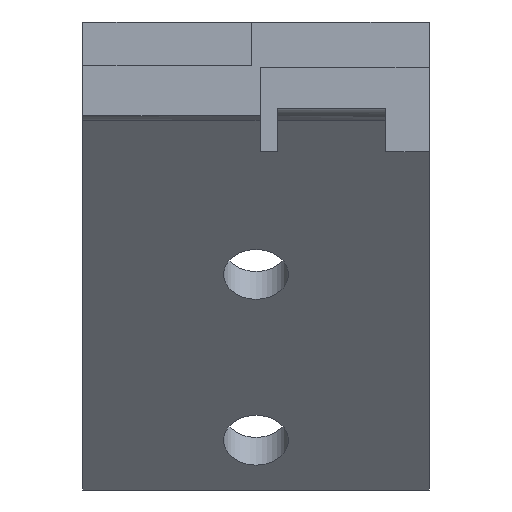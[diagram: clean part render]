
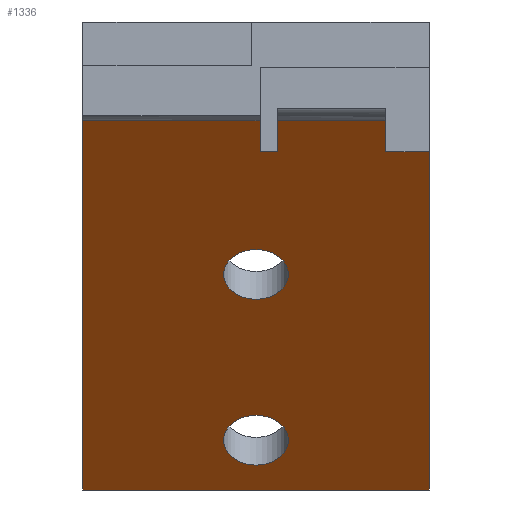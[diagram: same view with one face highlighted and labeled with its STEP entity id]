
A CAD part, front view. The second image highlights one B-rep face of the part: STEP entity #1336.
In plain terms, the highlighted planar face has unit normal (0, -0.766, -0.642).
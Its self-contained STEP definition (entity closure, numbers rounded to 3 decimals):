
#31=FACE_BOUND('',#189,.T.);
#32=FACE_BOUND('',#190,.T.);
#49=CIRCLE('',#1429,1.5);
#51=CIRCLE('',#1432,1.5);
#114=FACE_OUTER_BOUND('',#188,.T.);
#188=EDGE_LOOP('',(#1190,#1191,#1192,#1193));
#189=EDGE_LOOP('',(#1194));
#190=EDGE_LOOP('',(#1195));
#228=LINE('',#1847,#397);
#231=LINE('',#1857,#400);
#362=LINE('',#2145,#531);
#363=LINE('',#2146,#532);
#397=VECTOR('',#1491,10.);
#400=VECTOR('',#1500,10.);
#531=VECTOR('',#1765,10.);
#532=VECTOR('',#1766,10.);
#562=VERTEX_POINT('',#1844);
#563=VERTEX_POINT('',#1846);
#566=VERTEX_POINT('',#1854);
#567=VERTEX_POINT('',#1856);
#655=VERTEX_POINT('',#2135);
#657=VERTEX_POINT('',#2141);
#692=EDGE_CURVE('',#562,#563,#228,.T.);
#697=EDGE_CURVE('',#566,#567,#231,.T.);
#837=EDGE_CURVE('',#655,#655,#49,.T.);
#840=EDGE_CURVE('',#657,#657,#51,.T.);
#841=EDGE_CURVE('',#567,#562,#362,.T.);
#842=EDGE_CURVE('',#563,#566,#363,.T.);
#1190=ORIENTED_EDGE('',*,*,#841,.F.);
#1191=ORIENTED_EDGE('',*,*,#697,.F.);
#1192=ORIENTED_EDGE('',*,*,#842,.F.);
#1193=ORIENTED_EDGE('',*,*,#692,.F.);
#1194=ORIENTED_EDGE('',*,*,#837,.T.);
#1195=ORIENTED_EDGE('',*,*,#840,.T.);
#1271=PLANE('',#1433);
#1336=ADVANCED_FACE('',(#114,#31,#32),#1271,.T.);
#1429=AXIS2_PLACEMENT_3D('',#2137,#1754,#1755);
#1432=AXIS2_PLACEMENT_3D('',#2143,#1761,#1762);
#1433=AXIS2_PLACEMENT_3D('',#2144,#1763,#1764);
#1491=DIRECTION('',(0.,-0.643,0.766));
#1500=DIRECTION('',(0.,0.643,-0.766));
#1754=DIRECTION('center_axis',(0.,0.766,0.643));
#1755=DIRECTION('ref_axis',(-1.,0.,0.));
#1761=DIRECTION('center_axis',(0.,0.766,0.643));
#1762=DIRECTION('ref_axis',(-1.,0.,0.));
#1763=DIRECTION('center_axis',(0.,-0.766,-0.643));
#1764=DIRECTION('ref_axis',(0.,0.643,-0.766));
#1765=DIRECTION('',(-1.,0.,0.));
#1766=DIRECTION('',(1.,0.,0.));
#1844=CARTESIAN_POINT('',(-8.,22.566,16.513));
#1846=CARTESIAN_POINT('',(-8.,8.269,33.564));
#1847=CARTESIAN_POINT('',(-8.,12.288,28.771));
#1854=CARTESIAN_POINT('',(8.,8.269,33.564));
#1856=CARTESIAN_POINT('',(8.,22.566,16.513));
#1857=CARTESIAN_POINT('',(8.,12.288,28.771));
#2135=CARTESIAN_POINT('',(1.5,20.639,18.812));
#2137=CARTESIAN_POINT('Origin',(0.,20.639,18.812));
#2141=CARTESIAN_POINT('',(1.5,14.213,26.474));
#2143=CARTESIAN_POINT('Origin',(0.,14.213,26.474));
#2144=CARTESIAN_POINT('Origin',(0.,8.269,33.564));
#2145=CARTESIAN_POINT('',(0.,22.566,16.513));
#2146=CARTESIAN_POINT('',(0.,8.269,33.564));
